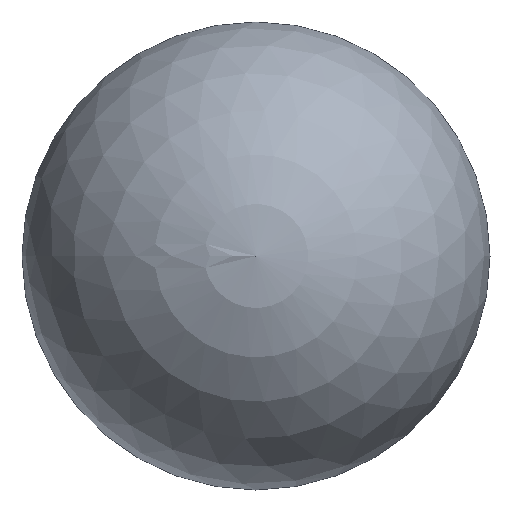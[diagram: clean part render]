
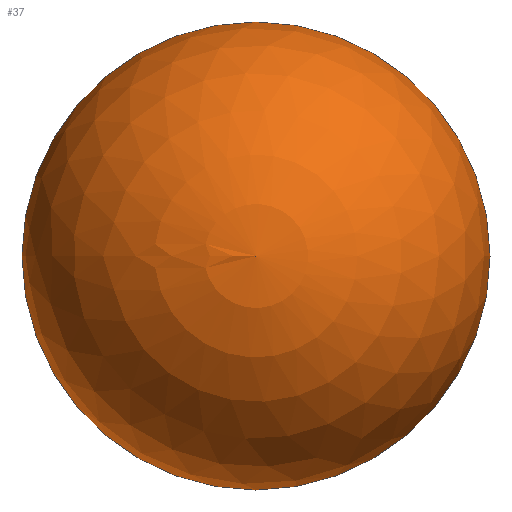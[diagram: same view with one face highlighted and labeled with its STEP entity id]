
A CAD part, front view. The second image highlights one B-rep face of the part: STEP entity #37.
In plain terms, the highlighted spherical face has radius 3.969 mm.
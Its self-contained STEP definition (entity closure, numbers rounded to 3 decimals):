
#3 = VERTEX_POINT ( 'NONE', #69 ) ;
#8 = CIRCLE ( 'NONE', #98, 3.969 ) ;
#22 = EDGE_LOOP ( 'NONE', ( #119, #42 ) ) ;
#23 = EDGE_CURVE ( 'NONE', #3, #62, #8, .T. ) ;
#26 = DIRECTION ( 'NONE',  ( -1., 0., 0. ) ) ;
#28 = SPHERICAL_SURFACE ( 'NONE', #59, 3.969 ) ;
#30 = DIRECTION ( 'NONE',  ( 0., 0., 1. ) ) ;
#36 = CARTESIAN_POINT ( 'NONE',  ( 0., 0., 0. ) ) ;
#37 = ADVANCED_FACE ( 'NONE', ( #57 ), #28, .T. ) ;
#42 = ORIENTED_EDGE ( 'NONE', *, *, #23, .T. ) ;
#54 = AXIS2_PLACEMENT_3D ( 'NONE', #104, #105, #30 ) ;
#57 = FACE_OUTER_BOUND ( 'NONE', #22, .T. ) ;
#59 = AXIS2_PLACEMENT_3D ( 'NONE', #100, #60, #26 ) ;
#60 = DIRECTION ( 'NONE',  ( 0., -1., 0. ) ) ;
#62 = VERTEX_POINT ( 'NONE', #68 ) ;
#66 = CIRCLE ( 'NONE', #54, 3.969 ) ;
#68 = CARTESIAN_POINT ( 'NONE',  ( 0., 0., 3.969 ) ) ;
#69 = CARTESIAN_POINT ( 'NONE',  ( 0., 0., -3.969 ) ) ;
#75 = EDGE_CURVE ( 'NONE', #3, #62, #66, .T. ) ;
#98 = AXIS2_PLACEMENT_3D ( 'NONE', #36, #109, #123 ) ;
#100 = CARTESIAN_POINT ( 'NONE',  ( 0., 0., 0. ) ) ;
#104 = CARTESIAN_POINT ( 'NONE',  ( 0., 0., 0. ) ) ;
#105 = DIRECTION ( 'NONE',  ( 0., 1., 0. ) ) ;
#109 = DIRECTION ( 'NONE',  ( 0., -1., 0. ) ) ;
#119 = ORIENTED_EDGE ( 'NONE', *, *, #75, .F. ) ;
#123 = DIRECTION ( 'NONE',  ( 1., 0., 0. ) ) ;
